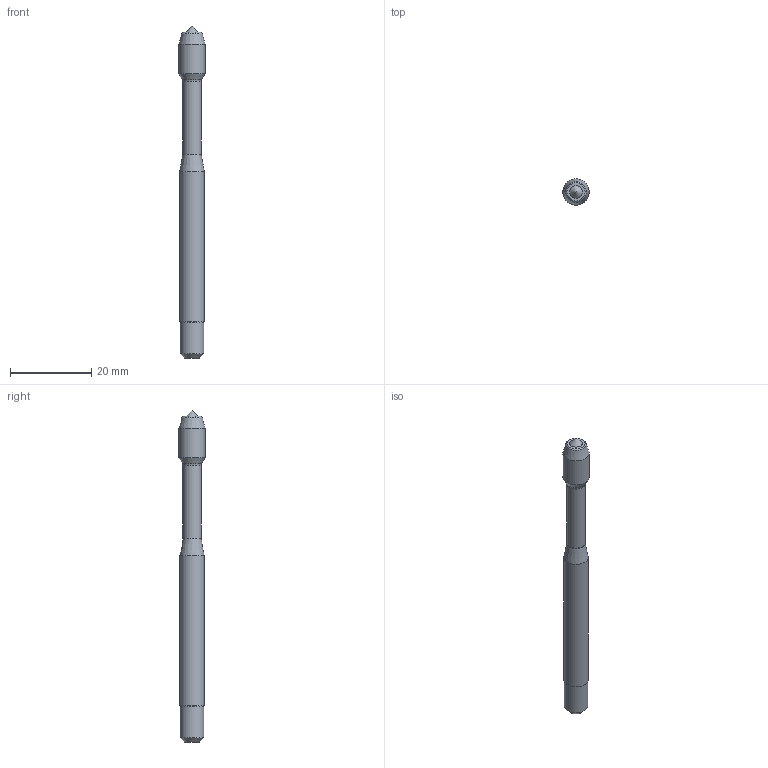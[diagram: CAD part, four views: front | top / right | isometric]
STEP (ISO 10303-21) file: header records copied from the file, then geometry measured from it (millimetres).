
FILE_DESCRIPTION(/* description */ (''),/* implementation_level */ '2;1');
FILE_NAME(/* name */ 'd605_20220426_053036_tb_1.stp',/* time_stamp */ '2022-04-26T05:32:30+02:00',/* author */ (''),/* organization */ ('SMS'),/* preprocessor_version */ 'ST-DEVELOPER v16.7',/* originating_system */ 'SIEMENS PLM Software NX 12.0',/* authorisation */ '');
FILE_SCHEMA (('AUTOMOTIVE_DESIGN { 1 0 10303 214 3 1 1 1 }'));
Length unit declared in the file: millimetre
Products named in the file (1): D605_20220426_053036_TB_1
Bounding box: 6.46 x 6.46 x 81.55 mm (x, y, z)
Volume: 2005 mm3; surface area: 1454.1 mm2
Topology: 1 solids, 1 shells, 15 faces, 73 edges, 105 vertices
Faces by surface type: cone 7, cylinder 4, torus 2, plane 2
Full cylindrical faces by diameter (mm): 4.514 x1, 5.76 x1, 6 x1, 6.459 x1
Entity records: 717 total; most frequent: DIRECTION 100, CARTESIAN_POINT 90, STYLED_ITEM 46, PRESENTATION_STYLE_ASSIGNMENT 46, CURVE_STYLE 40, DRAUGHTING_PRE_DEFINED_CURVE_FONT 40, TRIMMED_CURVE 40, LINE 40
